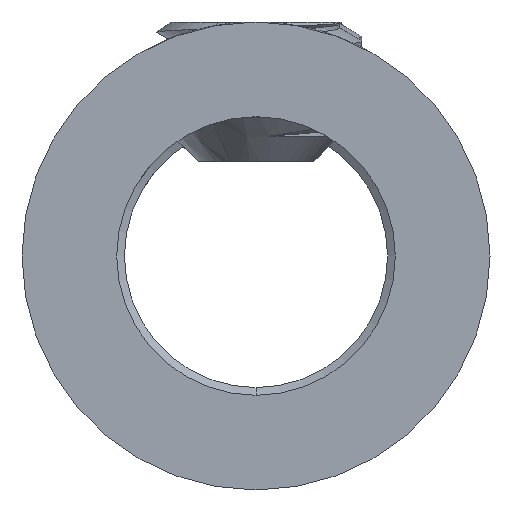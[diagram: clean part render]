
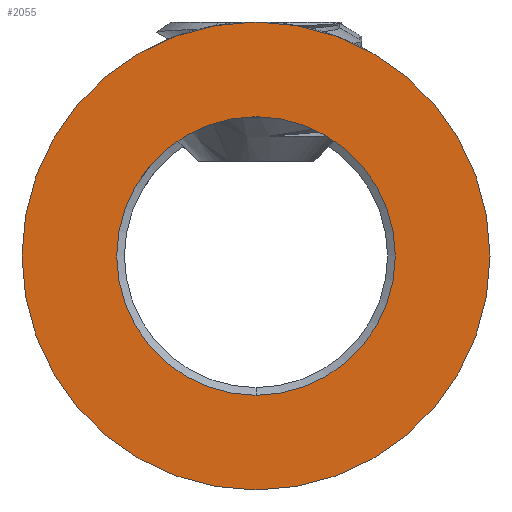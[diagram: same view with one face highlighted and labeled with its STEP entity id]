
A CAD part, front view. The second image highlights one B-rep face of the part: STEP entity #2055.
In plain terms, the highlighted planar face has unit normal (0, -1, 0).
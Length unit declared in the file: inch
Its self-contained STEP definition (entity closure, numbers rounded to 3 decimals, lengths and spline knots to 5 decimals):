
#197 = VERTEX_POINT ( 'NONE', #354 ) ;
#354 = CARTESIAN_POINT ( 'NONE',  ( 0., 0., -0.125 ) ) ;
#861 = ORIENTED_EDGE ( 'NONE', *, *, #9595, .F. ) ;
#955 = CARTESIAN_POINT ( 'NONE',  ( 0., 0., 0.21 ) ) ;
#966 = DIRECTION ( 'NONE',  ( 0., 1., 0. ) ) ;
#1010 = ORIENTED_EDGE ( 'NONE', *, *, #2039, .F. ) ;
#1379 = ORIENTED_EDGE ( 'NONE', *, *, #3984, .F. ) ;
#1826 = DIRECTION ( 'NONE',  ( 0., 0., -1. ) ) ;
#2039 = EDGE_CURVE ( 'NONE', #5023, #3013, #2042, .T. ) ;
#2042 = CIRCLE ( 'NONE', #6294, 0.21 ) ;
#2055 = ADVANCED_FACE ( 'NONE', ( #7405, #8480 ), #4339, .F. ) ;
#2214 = DIRECTION ( 'NONE',  ( 0., 1., 0. ) ) ;
#2765 = CARTESIAN_POINT ( 'NONE',  ( 0., 0., 0.125 ) ) ;
#2785 = AXIS2_PLACEMENT_3D ( 'NONE', #6150, #966, #8715 ) ;
#2834 = CIRCLE ( 'NONE', #8212, 0.125 ) ;
#3013 = VERTEX_POINT ( 'NONE', #8095 ) ;
#3161 = AXIS2_PLACEMENT_3D ( 'NONE', #7319, #2214, #7279 ) ;
#3367 = CARTESIAN_POINT ( 'NONE',  ( 0., 0., 0. ) ) ;
#3812 = CIRCLE ( 'NONE', #3161, 0.21 ) ;
#3984 = EDGE_CURVE ( 'NONE', #3013, #5023, #3812, .T. ) ;
#4339 = PLANE ( 'NONE',  #2785 ) ;
#4507 = EDGE_LOOP ( 'NONE', ( #8842, #861 ) ) ;
#4995 = EDGE_CURVE ( 'NONE', #197, #5157, #10743, .T. ) ;
#5015 = DIRECTION ( 'NONE',  ( 0., -1., 0. ) ) ;
#5023 = VERTEX_POINT ( 'NONE', #955 ) ;
#5053 = DIRECTION ( 'NONE',  ( 0., 0., -1. ) ) ;
#5157 = VERTEX_POINT ( 'NONE', #2765 ) ;
#5342 = CARTESIAN_POINT ( 'NONE',  ( 0., 0., 0. ) ) ;
#6150 = CARTESIAN_POINT ( 'NONE',  ( 0., 0., 0. ) ) ;
#6294 = AXIS2_PLACEMENT_3D ( 'NONE', #8639, #9577, #9420 ) ;
#6978 = DIRECTION ( 'NONE',  ( 0., -1., 0. ) ) ;
#7279 = DIRECTION ( 'NONE',  ( 0., 0., 1. ) ) ;
#7319 = CARTESIAN_POINT ( 'NONE',  ( 0., 0., 0. ) ) ;
#7405 = FACE_BOUND ( 'NONE', #4507, .T. ) ;
#8095 = CARTESIAN_POINT ( 'NONE',  ( 0., 0., -0.21 ) ) ;
#8212 = AXIS2_PLACEMENT_3D ( 'NONE', #3367, #5015, #5053 ) ;
#8480 = FACE_OUTER_BOUND ( 'NONE', #10096, .T. ) ;
#8639 = CARTESIAN_POINT ( 'NONE',  ( 0., 0., 0. ) ) ;
#8715 = DIRECTION ( 'NONE',  ( 0., 0., 1. ) ) ;
#8842 = ORIENTED_EDGE ( 'NONE', *, *, #4995, .F. ) ;
#8843 = AXIS2_PLACEMENT_3D ( 'NONE', #5342, #6978, #1826 ) ;
#9420 = DIRECTION ( 'NONE',  ( 0., 0., 1. ) ) ;
#9577 = DIRECTION ( 'NONE',  ( 0., 1., 0. ) ) ;
#9595 = EDGE_CURVE ( 'NONE', #5157, #197, #2834, .T. ) ;
#10096 = EDGE_LOOP ( 'NONE', ( #1379, #1010 ) ) ;
#10743 = CIRCLE ( 'NONE', #8843, 0.125 ) ;
